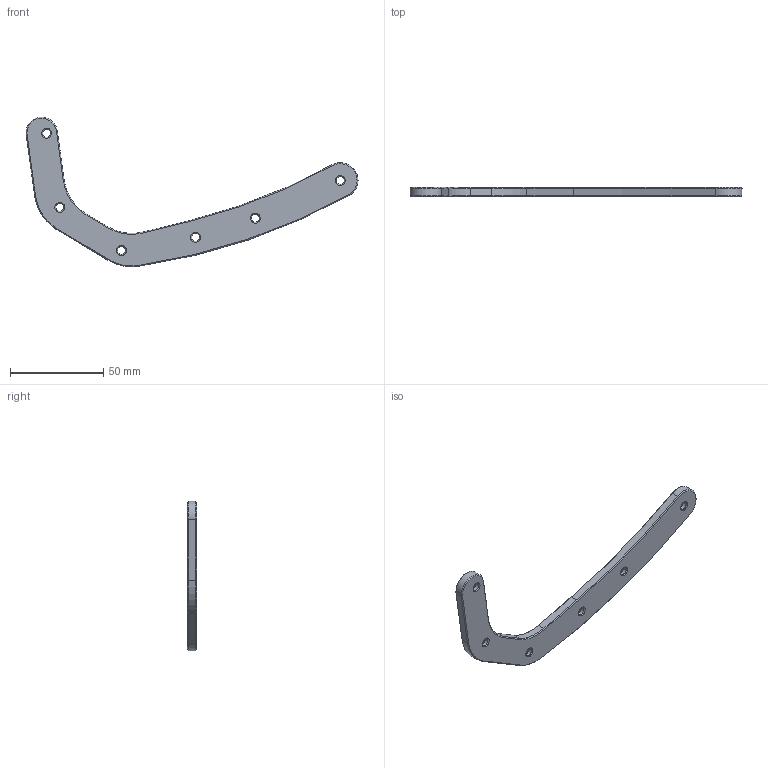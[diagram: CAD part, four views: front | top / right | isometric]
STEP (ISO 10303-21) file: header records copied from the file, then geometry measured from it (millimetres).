
FILE_DESCRIPTION(('STEP AP203'), '1');
FILE_NAME('ðàñïîðêà_ïðàâàÿ', '', ('UNSPECIFIED'), ('UNSPECIFIED'), 'ASCON STEP Converter 1.6', 'ASCON Math Kernel', '');
FILE_SCHEMA(('CONFIG_CONTROL_DESIGN'));
Length unit declared in the file: millimetre
Bounding box: 178.12 x 5 x 80.26 mm (x, y, z)
Volume: 18505.9 mm3; surface area: 10247.6 mm2
Topology: 1 solids, 1 shells, 82 faces, 173 edges, 99 vertices
Faces by surface type: cone 33, plane 23, cylinder 20, torus 6
Full cylindrical faces by diameter (mm): 4.3 x6, 8.5 x4, 10.4 x2
Entity records: 2719 total; most frequent: DIRECTION 379, CARTESIAN_POINT 338, ORIENTED_EDGE 276, AXIS2_PLACEMENT_3D 162, EDGE_CURVE 138, EDGE_LOOP 135, VERTEX_POINT 99, COLOUR_RGB 83
